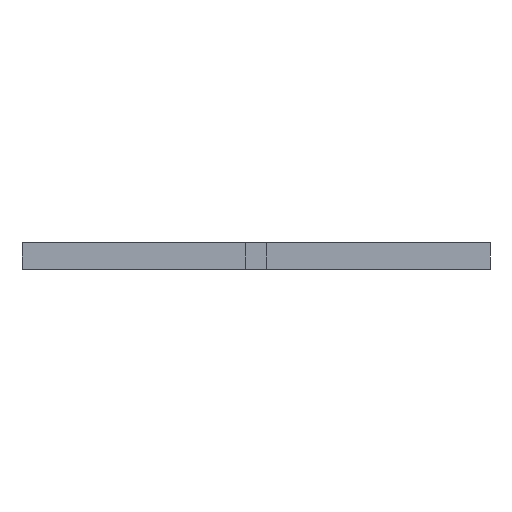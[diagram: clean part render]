
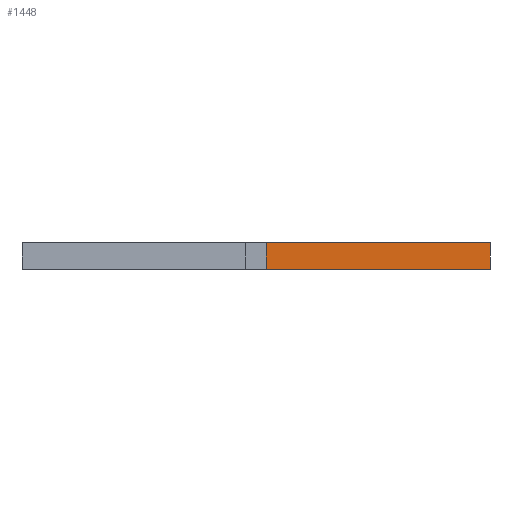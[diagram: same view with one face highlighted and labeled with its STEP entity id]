
A CAD part, front view. The second image highlights one B-rep face of the part: STEP entity #1448.
In plain terms, the highlighted planar face has unit normal (0, -1, 0).
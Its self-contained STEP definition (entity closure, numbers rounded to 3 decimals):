
#85=PLANE('',#1585);
#150=FACE_OUTER_BOUND('',#219,.T.);
#219=EDGE_LOOP('',(#1150,#1151,#1152,#1153));
#376=LINE('',#2293,#515);
#377=LINE('',#2296,#516);
#378=LINE('',#2298,#517);
#379=LINE('',#2299,#518);
#515=VECTOR('',#1898,10.);
#516=VECTOR('',#1901,10.);
#517=VECTOR('',#1902,10.);
#518=VECTOR('',#1903,10.);
#725=VERTEX_POINT('',#2289);
#726=VERTEX_POINT('',#2291);
#727=VERTEX_POINT('',#2295);
#728=VERTEX_POINT('',#2297);
#904=EDGE_CURVE('',#725,#726,#376,.T.);
#905=EDGE_CURVE('',#725,#727,#377,.T.);
#906=EDGE_CURVE('',#728,#726,#378,.T.);
#907=EDGE_CURVE('',#727,#728,#379,.T.);
#1150=ORIENTED_EDGE('',*,*,#905,.F.);
#1151=ORIENTED_EDGE('',*,*,#904,.T.);
#1152=ORIENTED_EDGE('',*,*,#906,.F.);
#1153=ORIENTED_EDGE('',*,*,#907,.F.);
#1448=ADVANCED_FACE('',(#150),#85,.T.);
#1585=AXIS2_PLACEMENT_3D('',#2294,#1899,#1900);
#1898=DIRECTION('',(0.,0.,1.));
#1899=DIRECTION('center_axis',(0.,-1.,0.));
#1900=DIRECTION('ref_axis',(1.,0.,0.));
#1901=DIRECTION('',(-1.,0.,0.));
#1902=DIRECTION('',(1.,0.,0.));
#1903=DIRECTION('',(0.,0.,1.));
#2289=CARTESIAN_POINT('',(-40.817,-341.488,0.));
#2291=CARTESIAN_POINT('',(-40.817,-341.488,8.));
#2293=CARTESIAN_POINT('',(-40.817,-341.488,0.));
#2294=CARTESIAN_POINT('Origin',(-107.717,-341.488,0.));
#2295=CARTESIAN_POINT('',(-107.717,-341.488,0.));
#2296=CARTESIAN_POINT('',(-40.817,-341.488,0.));
#2297=CARTESIAN_POINT('',(-107.717,-341.488,8.));
#2298=CARTESIAN_POINT('',(-40.817,-341.488,8.));
#2299=CARTESIAN_POINT('',(-107.717,-341.488,0.));
